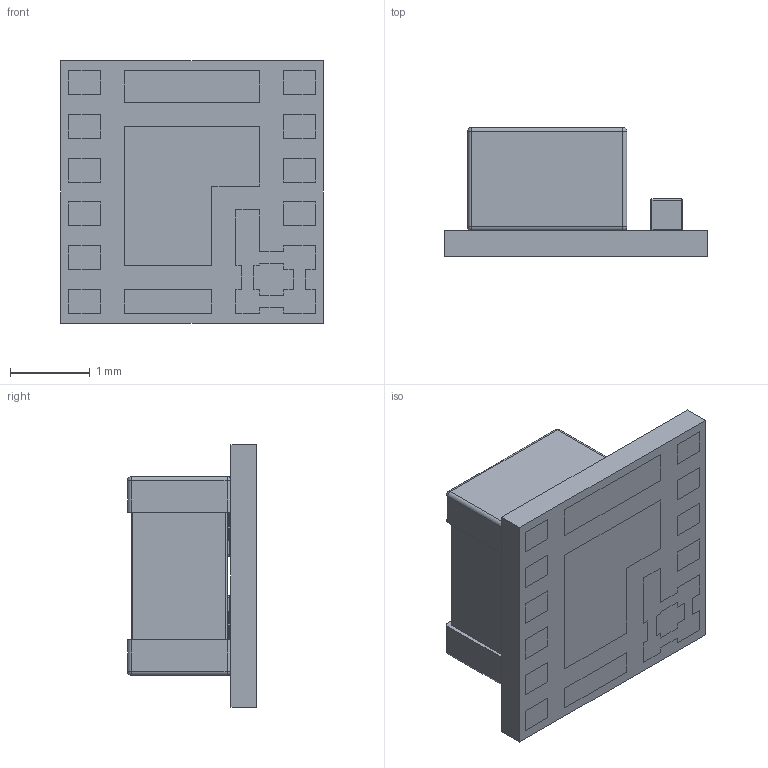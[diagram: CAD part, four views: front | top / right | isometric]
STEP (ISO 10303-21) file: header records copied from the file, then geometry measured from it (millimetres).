
FILE_DESCRIPTION (( 'STEP AP214' ), '1' );
FILE_NAME ('FS1703-3300-AL.STEP', '2024-01-30T04:08:07', ( '' ), ( '' ), 'SwSTEP 2.0', 'SolidWorks 2021', '' );
FILE_SCHEMA (( 'AUTOMOTIVE_DESIGN' ));
Length unit declared in the file: millimetre
Products named in the file (1): FS1703-3300-AL
Bounding box: 3.3 x 1.62 x 3.3 mm (x, y, z)
Volume: 9.8 mm3; surface area: 82.8 mm2
Topology: 31 solids, 31 shells, 432 faces, 996 edges, 624 vertices
Faces by surface type: plane 344, cylinder 64, sphere 24
Entity records: 12116 total; most frequent: CARTESIAN_POINT 2029, DIRECTION 1966, ORIENTED_EDGE 1944, EDGE_CURVE 972, LINE 844, VECTOR 844, VERTEX_POINT 624, AXIS2_PLACEMENT_3D 561
